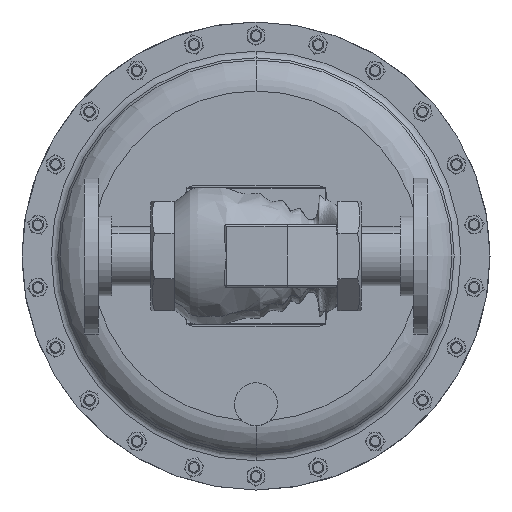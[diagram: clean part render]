
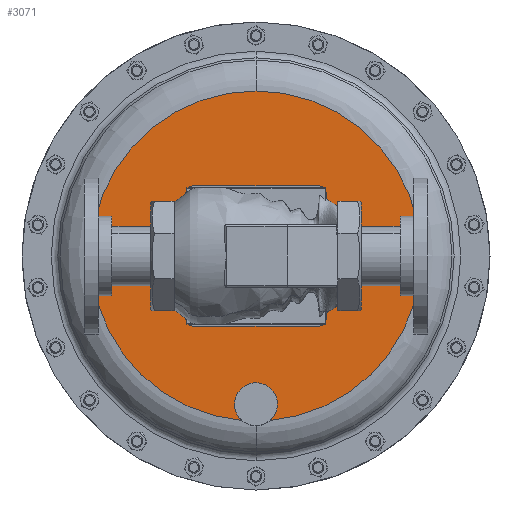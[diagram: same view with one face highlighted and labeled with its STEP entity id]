
A CAD part, front view. The second image highlights one B-rep face of the part: STEP entity #3071.
In plain terms, the highlighted planar face has unit normal (0, -1, 0).
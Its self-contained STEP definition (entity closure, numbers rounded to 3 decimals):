
#569 = CARTESIAN_POINT ( 'NONE',  ( 1.86, 8.304, 4.915 ) ) ;
#975 = PLANE ( 'NONE',  #43919 ) ;
#1314 = VERTEX_POINT ( 'NONE', #19777 ) ;
#2234 = DIRECTION ( 'NONE',  ( -0.999, 0., 0.046 ) ) ;
#2419 = DIRECTION ( 'NONE',  ( 0., -1., 0. ) ) ;
#2680 = CARTESIAN_POINT ( 'NONE',  ( 1.174, 8.304, 0.197 ) ) ;
#3071 = ADVANCED_FACE ( 'NONE', ( #24787, #14481 ), #975, .T. ) ;
#4474 = DIRECTION ( 'NONE',  ( 0., 0., -1. ) ) ;
#4717 = CARTESIAN_POINT ( 'NONE',  ( 1.86, 8.304, 4.915 ) ) ;
#5393 = ORIENTED_EDGE ( 'NONE', *, *, #5645, .T. ) ;
#5645 = EDGE_CURVE ( 'NONE', #7429, #49714, #10137, .T. ) ;
#6903 = ORIENTED_EDGE ( 'NONE', *, *, #33549, .T. ) ;
#7429 = VERTEX_POINT ( 'NONE', #32752 ) ;
#7616 = AXIS2_PLACEMENT_3D ( 'NONE', #20028, #47038, #23931 ) ;
#7729 = CIRCLE ( 'NONE', #37271, 5.289 ) ;
#7922 = CARTESIAN_POINT ( 'NONE',  ( 1.86, 8.304, 3.945 ) ) ;
#8582 = VERTEX_POINT ( 'NONE', #2680 ) ;
#8636 = DIRECTION ( 'NONE',  ( 0., -1., 0. ) ) ;
#8791 = DIRECTION ( 'NONE',  ( 0., 0., -1. ) ) ;
#9075 = AXIS2_PLACEMENT_3D ( 'NONE', #31801, #8636, #35658 ) ;
#9109 = ORIENTED_EDGE ( 'NONE', *, *, #24850, .F. ) ;
#10137 = CIRCLE ( 'NONE', #48246, 5.289 ) ;
#12459 = DIRECTION ( 'NONE',  ( 0., -1., 0. ) ) ;
#13018 = CARTESIAN_POINT ( 'NONE',  ( 1.411, 8.304, -0.355 ) ) ;
#14481 = FACE_OUTER_BOUND ( 'NONE', #32905, .T. ) ;
#17712 = CIRCLE ( 'NONE', #28143, 0.97 ) ;
#18278 = VERTEX_POINT ( 'NONE', #23760 ) ;
#18404 = CARTESIAN_POINT ( 'NONE',  ( 2.547, 8.304, 0.133 ) ) ;
#18632 = EDGE_LOOP ( 'NONE', ( #38043, #34392 ) ) ;
#18905 = EDGE_CURVE ( 'NONE', #37007, #8582, #40504, .T. ) ;
#19777 = CARTESIAN_POINT ( 'NONE',  ( 1.86, 8.304, 5.885 ) ) ;
#20028 = CARTESIAN_POINT ( 'NONE',  ( 1.86, 8.304, 0.165 ) ) ;
#21595 = CARTESIAN_POINT ( 'NONE',  ( 1.86, 8.304, 4.915 ) ) ;
#21878 = CIRCLE ( 'NONE', #43721, 0.97 ) ;
#23760 = CARTESIAN_POINT ( 'NONE',  ( 2.31, 8.304, -0.355 ) ) ;
#23931 = DIRECTION ( 'NONE',  ( -0.999, 0., 0.046 ) ) ;
#23961 = CIRCLE ( 'NONE', #7616, 0.687 ) ;
#24787 = FACE_BOUND ( 'NONE', #18632, .T. ) ;
#24850 = EDGE_CURVE ( 'NONE', #18278, #37007, #23961, .T. ) ;
#25447 = DIRECTION ( 'NONE',  ( 0., -1., 0. ) ) ;
#25485 = DIRECTION ( 'NONE',  ( 0., 0., -1. ) ) ;
#25627 = ORIENTED_EDGE ( 'NONE', *, *, #26757, .F. ) ;
#25631 = CARTESIAN_POINT ( 'NONE',  ( 1.86, 8.304, 4.915 ) ) ;
#26757 = EDGE_CURVE ( 'NONE', #8582, #49714, #43671, .T. ) ;
#27649 = DIRECTION ( 'NONE',  ( 0., 1., 0. ) ) ;
#28143 = AXIS2_PLACEMENT_3D ( 'NONE', #21595, #48603, #25485 ) ;
#29519 = DIRECTION ( 'NONE',  ( 0., 0., -1. ) ) ;
#31302 = AXIS2_PLACEMENT_3D ( 'NONE', #48562, #25447, #2234 ) ;
#31801 = CARTESIAN_POINT ( 'NONE',  ( 1.86, 8.304, 0.165 ) ) ;
#31953 = DIRECTION ( 'NONE',  ( 0., -1., 0. ) ) ;
#32752 = CARTESIAN_POINT ( 'NONE',  ( 1.86, 8.304, 10.204 ) ) ;
#32905 = EDGE_LOOP ( 'NONE', ( #9109, #6903, #5393, #25627, #47237 ) ) ;
#33549 = EDGE_CURVE ( 'NONE', #18278, #7429, #7729, .T. ) ;
#34392 = ORIENTED_EDGE ( 'NONE', *, *, #39231, .T. ) ;
#35599 = CARTESIAN_POINT ( 'NONE',  ( 1.86, 8.304, 4.915 ) ) ;
#35658 = DIRECTION ( 'NONE',  ( -0.999, 0., 0.046 ) ) ;
#37007 = VERTEX_POINT ( 'NONE', #18404 ) ;
#37271 = AXIS2_PLACEMENT_3D ( 'NONE', #25631, #2419, #29519 ) ;
#38043 = ORIENTED_EDGE ( 'NONE', *, *, #49027, .T. ) ;
#39231 = EDGE_CURVE ( 'NONE', #1314, #40627, #21878, .T. ) ;
#39473 = DIRECTION ( 'NONE',  ( 0., 0., -1. ) ) ;
#40504 = CIRCLE ( 'NONE', #9075, 0.687 ) ;
#40627 = VERTEX_POINT ( 'NONE', #7922 ) ;
#43671 = CIRCLE ( 'NONE', #31302, 0.687 ) ;
#43721 = AXIS2_PLACEMENT_3D ( 'NONE', #569, #27649, #4474 ) ;
#43919 = AXIS2_PLACEMENT_3D ( 'NONE', #4717, #31953, #8791 ) ;
#47038 = DIRECTION ( 'NONE',  ( 0., -1., 0. ) ) ;
#47237 = ORIENTED_EDGE ( 'NONE', *, *, #18905, .F. ) ;
#48246 = AXIS2_PLACEMENT_3D ( 'NONE', #35599, #12459, #39473 ) ;
#48562 = CARTESIAN_POINT ( 'NONE',  ( 1.86, 8.304, 0.165 ) ) ;
#48603 = DIRECTION ( 'NONE',  ( 0., 1., 0. ) ) ;
#49027 = EDGE_CURVE ( 'NONE', #40627, #1314, #17712, .T. ) ;
#49714 = VERTEX_POINT ( 'NONE', #13018 ) ;
